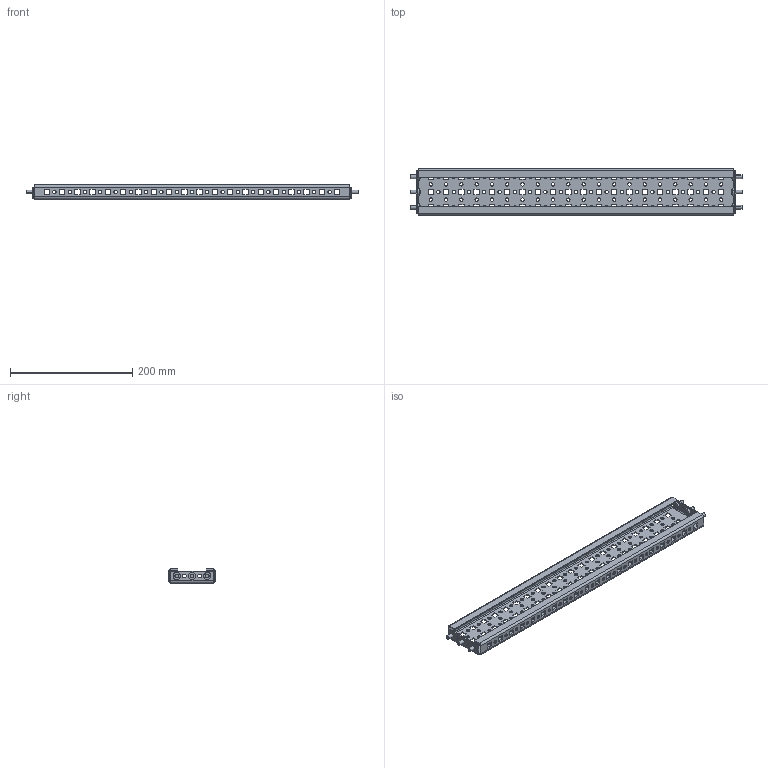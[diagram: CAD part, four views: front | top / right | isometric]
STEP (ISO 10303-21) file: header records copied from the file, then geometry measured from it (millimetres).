
FILE_DESCRIPTION (( 'STEP AP214' ), '1' );
FILE_NAME ('ARW600T Ðåéêà øèðîêàÿ ñ òîðöåâûì ìîíòàæîì.step', '2020-11-05T13:41:39', ( '' ), ( '' ), 'SwSTEP 2.0', 'SolidWorks 2019', '' );
FILE_SCHEMA (( 'AUTOMOTIVE_DESIGN' ));
Length unit declared in the file: millimetre
Products named in the file (3): ARW600T Ðåéêà øèðîêàÿ ñ òîðöåâûì ìîíòàæîì; AVT001.00.01.25 Ðåéêà øèðîêàÿ_00; Âèíò ñàìîíàðåçàþùèé Ì6 DIN 7516À_6å12
Assembly tree (7 placements, depth 2):
  ARW600T Ðåéêà øèðîêàÿ ñ òîðöåâûì ìîíòàæîì
    AVT001.00.01.25 Ðåéêà øèðîêàÿ_00
    Âèíò ñàìîíàðåçàþùèé Ì6 DIN 7516À_6å12  x6
Bounding box: 543 x 76 x 23 mm (x, y, z)
Volume: 130979.8 mm3; surface area: 145446.4 mm2
Topology: 7 solids, 7 shells, 870 faces, 2502 edges, 1652 vertices
Faces by surface type: plane 532, cylinder 326, sphere 12
Entity records: 26462 total; most frequent: CARTESIAN_POINT 4479, ORIENTED_EDGE 4464, DIRECTION 4412, EDGE_CURVE 2232, VECTOR 1602, LINE 1602, VERTEX_POINT 1472, AXIS2_PLACEMENT_3D 1405
